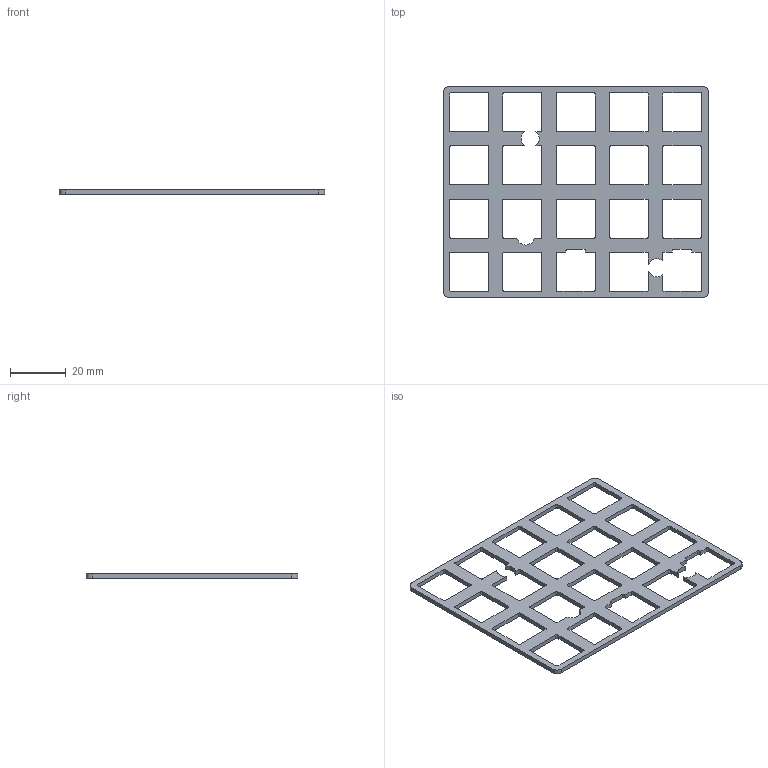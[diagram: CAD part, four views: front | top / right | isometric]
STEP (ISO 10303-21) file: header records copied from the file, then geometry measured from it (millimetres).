
FILE_DESCRIPTION(('KiCad electronic assembly'),'2;1');
FILE_NAME('leftPlateSTEP.step','2021-11-02T18:56:41',('Pcbnew'),('Kicad' ),'Open CASCADE STEP processor 6.9','KiCad to STEP converter', 'Unknown');
FILE_SCHEMA(('AUTOMOTIVE_DESIGN { 1 0 10303 214 1 1 1 1 }'));
Length unit declared in the file: millimetre
Products named in the file (2): leftPlateSTEP 1; COMPOUND
Assembly tree (1 placements, depth 2):
  leftPlateSTEP 1
    COMPOUND
Bounding box: 94.95 x 75.67 x 1.6 mm (x, y, z)
Volume: 5085 mm3; surface area: 8682.4 mm2
Topology: 1 solids, 1 shells, 197 faces, 585 edges, 390 vertices
Faces by surface type: plane 103, cylinder 94
Entity records: 14351 total; most frequent: CARTESIAN_POINT 2364, DIRECTION 2321, LINE 1359, VECTOR 1359, ORIENTED_EDGE 1170, PCURVE 1170, DEFINITIONAL_REPRESENTATION 1170, EDGE_CURVE 585
